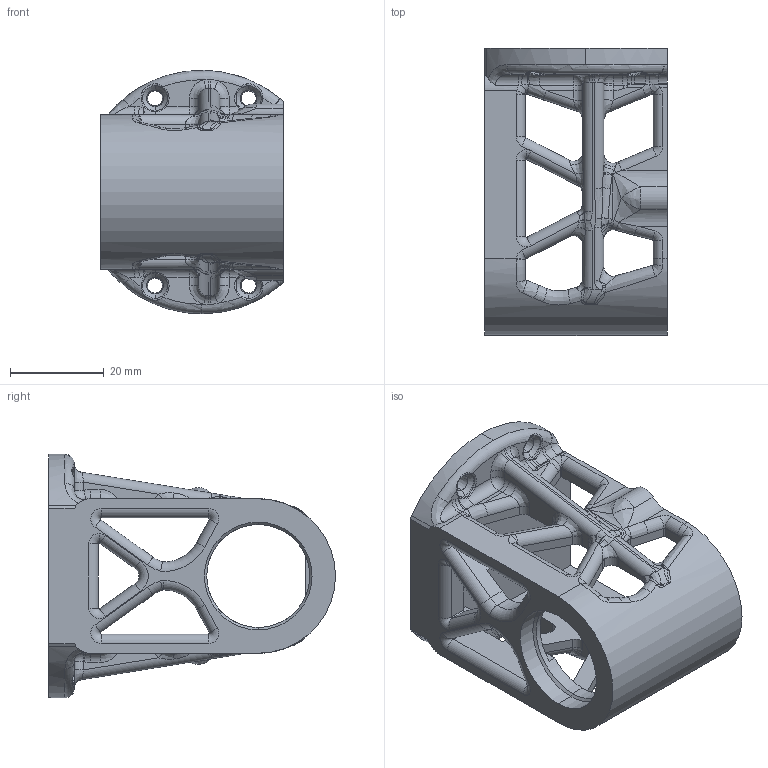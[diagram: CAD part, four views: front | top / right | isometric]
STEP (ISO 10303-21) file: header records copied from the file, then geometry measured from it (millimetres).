
FILE_DESCRIPTION (( 'STEP AP214' ), '1' );
FILE_NAME ('SAM_case1.STEP', '2025-01-01T01:45:02', ( '' ), ( '' ), 'SwSTEP 2.0', 'SolidWorks 2023', '' );
FILE_SCHEMA (( 'AUTOMOTIVE_DESIGN' ));
Length unit declared in the file: millimetre
Products named in the file (1): SAM_case1
Bounding box: 39 x 61.3 x 52 mm (x, y, z)
Volume: 31329.4 mm3; surface area: 15692.5 mm2
Topology: 1 solids, 1 shells, 587 faces, 1468 edges, 862 vertices
Faces by surface type: bspline 222, cylinder 178, plane 101, torus 52, cone 28, sphere 6
Entity records: 29674 total; most frequent: CARTESIAN_POINT 17165, ORIENTED_EDGE 2916, DIRECTION 2300, EDGE_CURVE 1458, AXIS2_PLACEMENT_3D 935, VERTEX_POINT 862, EDGE_LOOP 612, FACE_OUTER_BOUND 587
